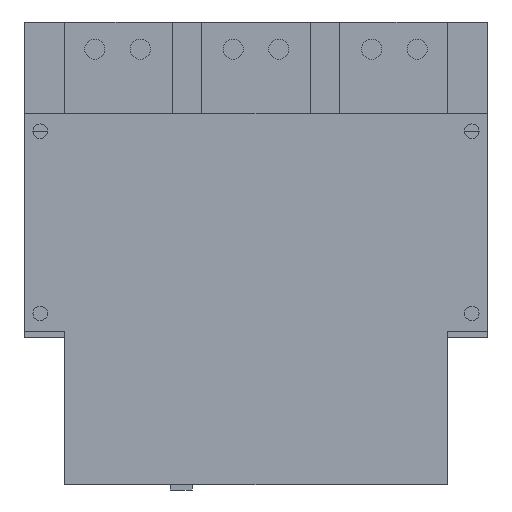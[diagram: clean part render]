
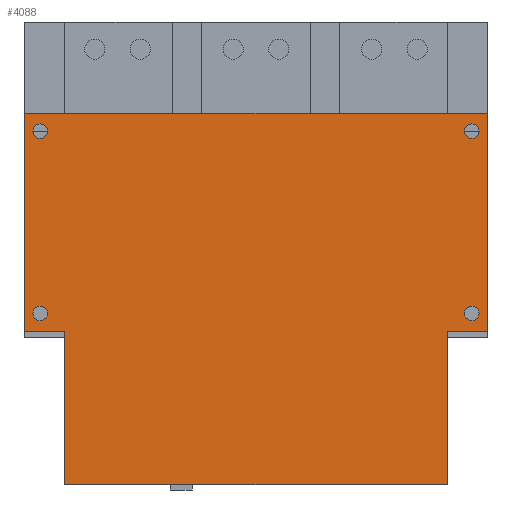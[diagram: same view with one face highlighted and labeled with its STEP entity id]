
A CAD part, front view. The second image highlights one B-rep face of the part: STEP entity #4088.
In plain terms, the highlighted planar face has unit normal (0, -1, 0).
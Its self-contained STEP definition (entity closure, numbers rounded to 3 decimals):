
#41 = ORIENTED_EDGE ( 'NONE', *, *, #11135, .F. ) ;
#98 = VERTEX_POINT ( 'NONE', #150 ) ;
#150 = CARTESIAN_POINT ( 'NONE',  ( -127., 0., 84. ) ) ;
#262 = FACE_OUTER_BOUND ( 'NONE', #1629, .T. ) ;
#353 = CARTESIAN_POINT ( 'NONE',  ( 105., 0., 0. ) ) ;
#453 = EDGE_LOOP ( 'NONE', ( #9125, #813 ) ) ;
#607 = CARTESIAN_POINT ( 'NONE',  ( -127., 0., 84. ) ) ;
#622 = ORIENTED_EDGE ( 'NONE', *, *, #4072, .F. ) ;
#675 = VECTOR ( 'NONE', #1882, 1000. ) ;
#766 = VECTOR ( 'NONE', #865, 1000. ) ;
#812 = CIRCLE ( 'NONE', #12324, 4. ) ;
#813 = ORIENTED_EDGE ( 'NONE', *, *, #1363, .F. ) ;
#865 = DIRECTION ( 'NONE',  ( 1., 0., 0. ) ) ;
#894 = AXIS2_PLACEMENT_3D ( 'NONE', #7148, #5345, #6247 ) ;
#936 = AXIS2_PLACEMENT_3D ( 'NONE', #8765, #4819, #8841 ) ;
#1033 = CARTESIAN_POINT ( 'NONE',  ( 118.5, 0., 94. ) ) ;
#1272 = DIRECTION ( 'NONE',  ( 0., -1., 0. ) ) ;
#1273 = ORIENTED_EDGE ( 'NONE', *, *, #9046, .F. ) ;
#1352 = CARTESIAN_POINT ( 'NONE',  ( -122.5, 0., 94. ) ) ;
#1363 = EDGE_CURVE ( 'NONE', #9445, #9698, #812, .T. ) ;
#1443 = VERTEX_POINT ( 'NONE', #353 ) ;
#1465 = DIRECTION ( 'NONE',  ( -1., 0., 0. ) ) ;
#1525 = EDGE_CURVE ( 'NONE', #11286, #2941, #9725, .T. ) ;
#1629 = EDGE_LOOP ( 'NONE', ( #5203, #1273, #41, #8115, #12389, #8428, #10594, #2086 ) ) ;
#1694 = VECTOR ( 'NONE', #11703, 1000. ) ;
#1783 = VERTEX_POINT ( 'NONE', #5802 ) ;
#1795 = CARTESIAN_POINT ( 'NONE',  ( -105., 0., 84. ) ) ;
#1796 = LINE ( 'NONE', #5484, #11304 ) ;
#1820 = DIRECTION ( 'NONE',  ( 0., 0., -1. ) ) ;
#1845 = DIRECTION ( 'NONE',  ( 0., -1., 0. ) ) ;
#1880 = CARTESIAN_POINT ( 'NONE',  ( -127., 0., 254. ) ) ;
#1882 = DIRECTION ( 'NONE',  ( 0., 0., -1. ) ) ;
#1952 = EDGE_CURVE ( 'NONE', #6289, #2319, #5250, .T. ) ;
#2086 = ORIENTED_EDGE ( 'NONE', *, *, #6851, .T. ) ;
#2319 = VERTEX_POINT ( 'NONE', #8818 ) ;
#2608 = AXIS2_PLACEMENT_3D ( 'NONE', #4765, #4804, #12604 ) ;
#2610 = VECTOR ( 'NONE', #1465, 1000. ) ;
#2639 = CARTESIAN_POINT ( 'NONE',  ( -114.5, 0., 94. ) ) ;
#2832 = PLANE ( 'NONE',  #936 ) ;
#2878 = FACE_BOUND ( 'NONE', #5949, .T. ) ;
#2919 = DIRECTION ( 'NONE',  ( 0., -1., 0. ) ) ;
#2924 = CARTESIAN_POINT ( 'NONE',  ( 105., 0., 84. ) ) ;
#2941 = VERTEX_POINT ( 'NONE', #4946 ) ;
#3148 = DIRECTION ( 'NONE',  ( 1., 0., 0. ) ) ;
#3458 = VECTOR ( 'NONE', #9751, 1000. ) ;
#3808 = AXIS2_PLACEMENT_3D ( 'NONE', #8281, #1272, #6167 ) ;
#3814 = VERTEX_POINT ( 'NONE', #6806 ) ;
#4032 = CARTESIAN_POINT ( 'NONE',  ( 118.5, 0., 194. ) ) ;
#4034 = DIRECTION ( 'NONE',  ( 0., -1., 0. ) ) ;
#4072 = EDGE_CURVE ( 'NONE', #2941, #11286, #5958, .T. ) ;
#4076 = DIRECTION ( 'NONE',  ( 1., 0., 0. ) ) ;
#4088 = ADVANCED_FACE ( 'NONE', ( #8114, #2878, #9514, #6573, #262 ), #2832, .F. ) ;
#4115 = ORIENTED_EDGE ( 'NONE', *, *, #7445, .F. ) ;
#4468 = LINE ( 'NONE', #1880, #1694 ) ;
#4603 = EDGE_LOOP ( 'NONE', ( #6080, #622 ) ) ;
#4765 = CARTESIAN_POINT ( 'NONE',  ( -118.5, 0., 94. ) ) ;
#4804 = DIRECTION ( 'NONE',  ( 0., -1., 0. ) ) ;
#4819 = DIRECTION ( 'NONE',  ( 0., 1., 0. ) ) ;
#4837 = CIRCLE ( 'NONE', #6344, 4. ) ;
#4866 = ORIENTED_EDGE ( 'NONE', *, *, #11355, .F. ) ;
#4913 = DIRECTION ( 'NONE',  ( 1., 0., 0. ) ) ;
#4925 = CIRCLE ( 'NONE', #6817, 4. ) ;
#4946 = CARTESIAN_POINT ( 'NONE',  ( 114.5, 0., 94. ) ) ;
#4960 = DIRECTION ( 'NONE',  ( 0., -1., 0. ) ) ;
#5086 = CARTESIAN_POINT ( 'NONE',  ( -114.5, 0., 194. ) ) ;
#5127 = EDGE_CURVE ( 'NONE', #12392, #5703, #1796, .T. ) ;
#5203 = ORIENTED_EDGE ( 'NONE', *, *, #5312, .T. ) ;
#5250 = CIRCLE ( 'NONE', #3808, 4. ) ;
#5312 = EDGE_CURVE ( 'NONE', #8369, #1443, #10398, .T. ) ;
#5345 = DIRECTION ( 'NONE',  ( 0., -1., 0. ) ) ;
#5484 = CARTESIAN_POINT ( 'NONE',  ( 127., 0., 254. ) ) ;
#5551 = AXIS2_PLACEMENT_3D ( 'NONE', #1033, #2919, #6828 ) ;
#5688 = VECTOR ( 'NONE', #8887, 1000. ) ;
#5703 = VERTEX_POINT ( 'NONE', #11496 ) ;
#5746 = CIRCLE ( 'NONE', #2608, 4. ) ;
#5802 = CARTESIAN_POINT ( 'NONE',  ( 122.5, 0., 194. ) ) ;
#5899 = CARTESIAN_POINT ( 'NONE',  ( 127., 0., 0. ) ) ;
#5949 = EDGE_LOOP ( 'NONE', ( #4115, #4866 ) ) ;
#5958 = CIRCLE ( 'NONE', #5551, 4. ) ;
#6080 = ORIENTED_EDGE ( 'NONE', *, *, #1525, .F. ) ;
#6095 = VECTOR ( 'NONE', #4913, 1000. ) ;
#6133 = LINE ( 'NONE', #2924, #5688 ) ;
#6167 = DIRECTION ( 'NONE',  ( 1., 0., 0. ) ) ;
#6247 = DIRECTION ( 'NONE',  ( 1., 0., 0. ) ) ;
#6289 = VERTEX_POINT ( 'NONE', #5086 ) ;
#6344 = AXIS2_PLACEMENT_3D ( 'NONE', #12613, #11631, #9636 ) ;
#6573 = FACE_BOUND ( 'NONE', #453, .T. ) ;
#6655 = CARTESIAN_POINT ( 'NONE',  ( -118.5, 0., 194. ) ) ;
#6659 = ORIENTED_EDGE ( 'NONE', *, *, #1952, .F. ) ;
#6806 = CARTESIAN_POINT ( 'NONE',  ( 114.5, 0., 194. ) ) ;
#6817 = AXIS2_PLACEMENT_3D ( 'NONE', #6655, #1845, #9553 ) ;
#6828 = DIRECTION ( 'NONE',  ( 1., 0., 0. ) ) ;
#6851 = EDGE_CURVE ( 'NONE', #8528, #8369, #11251, .T. ) ;
#6870 = EDGE_CURVE ( 'NONE', #9698, #9445, #5746, .T. ) ;
#6989 = LINE ( 'NONE', #607, #3458 ) ;
#7057 = CARTESIAN_POINT ( 'NONE',  ( 127., 0., 204. ) ) ;
#7148 = CARTESIAN_POINT ( 'NONE',  ( 118.5, 0., 94. ) ) ;
#7354 = CARTESIAN_POINT ( 'NONE',  ( 127., 0., 84. ) ) ;
#7445 = EDGE_CURVE ( 'NONE', #1783, #3814, #7865, .T. ) ;
#7865 = CIRCLE ( 'NONE', #8046, 4. ) ;
#8016 = CARTESIAN_POINT ( 'NONE',  ( -118.5, 0., 94. ) ) ;
#8046 = AXIS2_PLACEMENT_3D ( 'NONE', #4032, #4960, #4076 ) ;
#8114 = FACE_BOUND ( 'NONE', #8620, .T. ) ;
#8115 = ORIENTED_EDGE ( 'NONE', *, *, #5127, .F. ) ;
#8281 = CARTESIAN_POINT ( 'NONE',  ( -118.5, 0., 194. ) ) ;
#8369 = VERTEX_POINT ( 'NONE', #8423 ) ;
#8423 = CARTESIAN_POINT ( 'NONE',  ( -105., 0., 0. ) ) ;
#8428 = ORIENTED_EDGE ( 'NONE', *, *, #9140, .T. ) ;
#8453 = EDGE_CURVE ( 'NONE', #2319, #6289, #4925, .T. ) ;
#8522 = CARTESIAN_POINT ( 'NONE',  ( -127., 0., 204. ) ) ;
#8528 = VERTEX_POINT ( 'NONE', #11620 ) ;
#8620 = EDGE_LOOP ( 'NONE', ( #6659, #12160 ) ) ;
#8765 = CARTESIAN_POINT ( 'NONE',  ( 127., 0., 254. ) ) ;
#8818 = CARTESIAN_POINT ( 'NONE',  ( -122.5, 0., 194. ) ) ;
#8841 = DIRECTION ( 'NONE',  ( -1., 0., 0. ) ) ;
#8887 = DIRECTION ( 'NONE',  ( 0., 0., -1. ) ) ;
#8902 = EDGE_CURVE ( 'NONE', #9827, #12392, #12581, .T. ) ;
#9046 = EDGE_CURVE ( 'NONE', #10061, #1443, #6133, .T. ) ;
#9125 = ORIENTED_EDGE ( 'NONE', *, *, #6870, .F. ) ;
#9140 = EDGE_CURVE ( 'NONE', #9827, #98, #4468, .T. ) ;
#9445 = VERTEX_POINT ( 'NONE', #1352 ) ;
#9514 = FACE_BOUND ( 'NONE', #4603, .T. ) ;
#9553 = DIRECTION ( 'NONE',  ( 1., 0., 0. ) ) ;
#9599 = CARTESIAN_POINT ( 'NONE',  ( 122.5, 0., 94. ) ) ;
#9636 = DIRECTION ( 'NONE',  ( 1., 0., 0. ) ) ;
#9698 = VERTEX_POINT ( 'NONE', #2639 ) ;
#9725 = CIRCLE ( 'NONE', #894, 4. ) ;
#9751 = DIRECTION ( 'NONE',  ( -1., 0., 0. ) ) ;
#9827 = VERTEX_POINT ( 'NONE', #12714 ) ;
#10061 = VERTEX_POINT ( 'NONE', #10275 ) ;
#10275 = CARTESIAN_POINT ( 'NONE',  ( 105., 0., 84. ) ) ;
#10398 = LINE ( 'NONE', #5899, #6095 ) ;
#10594 = ORIENTED_EDGE ( 'NONE', *, *, #11278, .F. ) ;
#11135 = EDGE_CURVE ( 'NONE', #5703, #10061, #12131, .T. ) ;
#11251 = LINE ( 'NONE', #1795, #675 ) ;
#11278 = EDGE_CURVE ( 'NONE', #8528, #98, #6989, .T. ) ;
#11286 = VERTEX_POINT ( 'NONE', #9599 ) ;
#11304 = VECTOR ( 'NONE', #1820, 1000. ) ;
#11355 = EDGE_CURVE ( 'NONE', #3814, #1783, #4837, .T. ) ;
#11496 = CARTESIAN_POINT ( 'NONE',  ( 127., 0., 84. ) ) ;
#11620 = CARTESIAN_POINT ( 'NONE',  ( -105., 0., 84. ) ) ;
#11631 = DIRECTION ( 'NONE',  ( 0., -1., 0. ) ) ;
#11703 = DIRECTION ( 'NONE',  ( 0., 0., -1. ) ) ;
#12131 = LINE ( 'NONE', #7354, #2610 ) ;
#12160 = ORIENTED_EDGE ( 'NONE', *, *, #8453, .F. ) ;
#12324 = AXIS2_PLACEMENT_3D ( 'NONE', #8016, #4034, #3148 ) ;
#12389 = ORIENTED_EDGE ( 'NONE', *, *, #8902, .F. ) ;
#12392 = VERTEX_POINT ( 'NONE', #7057 ) ;
#12581 = LINE ( 'NONE', #8522, #766 ) ;
#12604 = DIRECTION ( 'NONE',  ( 1., 0., 0. ) ) ;
#12613 = CARTESIAN_POINT ( 'NONE',  ( 118.5, 0., 194. ) ) ;
#12714 = CARTESIAN_POINT ( 'NONE',  ( -127., 0., 204. ) ) ;
